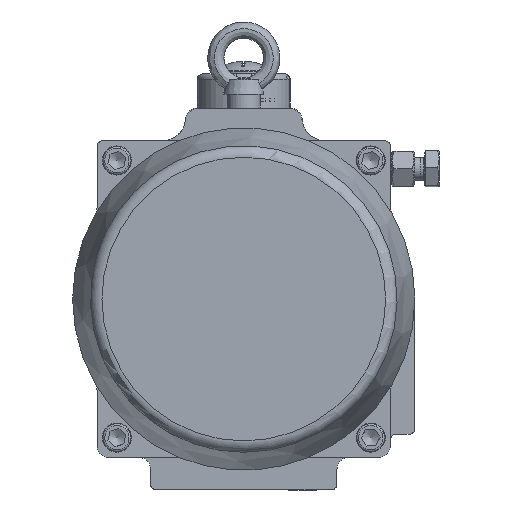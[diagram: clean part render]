
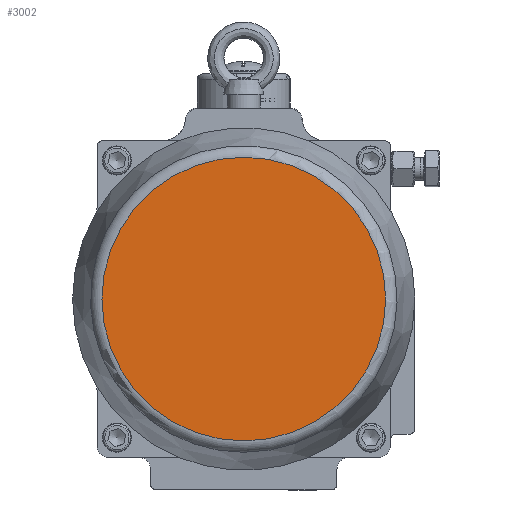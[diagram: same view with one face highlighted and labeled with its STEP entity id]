
A CAD part, front view. The second image highlights one B-rep face of the part: STEP entity #3002.
In plain terms, the highlighted planar face has unit normal (0, -1, 0).
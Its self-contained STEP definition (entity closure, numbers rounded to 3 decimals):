
#1201=PLANE('',#23398);
#1911=FACE_OUTER_BOUND('',#9574,.T.);
#3002=ADVANCED_FACE('',(#1911),#1201,.T.);
#7645=CIRCLE('',#23397,121.841);
#9574=EDGE_LOOP('',(#11679));
#11679=ORIENTED_EDGE('',*,*,#19623,.T.);
#17404=VERTEX_POINT('',#32866);
#19623=EDGE_CURVE('',#17404,#17404,#7645,.T.);
#23397=AXIS2_PLACEMENT_3D('',#32865,#26308,#26309);
#23398=AXIS2_PLACEMENT_3D('',#32867,#26310,#26311);
#26308=DIRECTION('',(0.,-1.,0.));
#26309=DIRECTION('',(0.,0.,-1.));
#26310=DIRECTION('',(0.,-1.,0.));
#26311=DIRECTION('',(0.,0.,-1.));
#32865=CARTESIAN_POINT('',(0.,-108.,0.));
#32866=CARTESIAN_POINT('',(0.,-108.,-121.841));
#32867=CARTESIAN_POINT('',(0.,-108.,0.));
